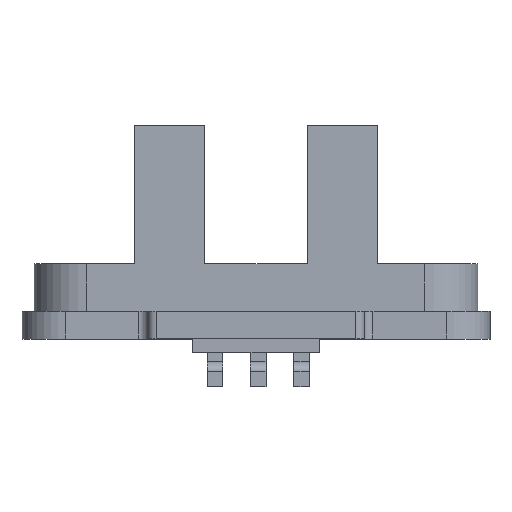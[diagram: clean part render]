
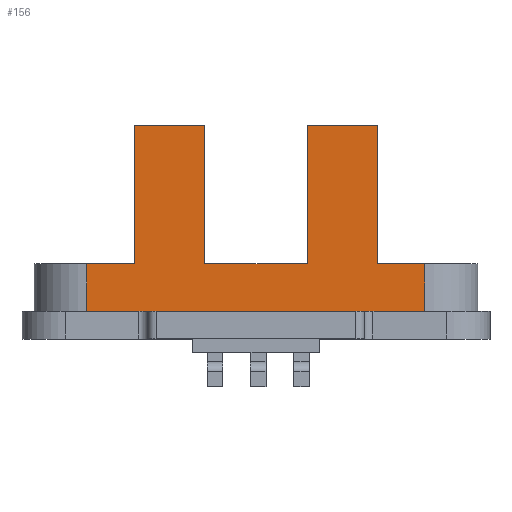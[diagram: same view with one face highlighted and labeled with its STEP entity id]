
A CAD part, top view. The second image highlights one B-rep face of the part: STEP entity #156.
In plain terms, the highlighted planar face has unit normal (0, 0, 1).
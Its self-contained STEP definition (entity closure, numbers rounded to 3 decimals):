
#40 = CARTESIAN_POINT ( 'NONE',  ( 10.55, 4.35, 6.45 ) ) ;
#50 = VERTEX_POINT ( 'NONE', #1913 ) ;
#138 = DIRECTION ( 'NONE',  ( 1., 0., 0. ) ) ;
#144 = DIRECTION ( 'NONE',  ( 0., 0., -1. ) ) ;
#151 = DIRECTION ( 'NONE',  ( 1., 0., 0. ) ) ;
#156 = ADVANCED_FACE ( 'NONE', ( #2306 ), #904, .F. ) ;
#180 = VERTEX_POINT ( 'NONE', #2463 ) ;
#193 = LINE ( 'NONE', #2636, #1189 ) ;
#236 = CARTESIAN_POINT ( 'NONE',  ( 10.55, 12.35, 6.45 ) ) ;
#261 = CARTESIAN_POINT ( 'NONE',  ( 16.45, 12.35, 6.45 ) ) ;
#268 = VECTOR ( 'NONE', #2553, 1000. ) ;
#274 = LINE ( 'NONE', #2549, #2002 ) ;
#280 = CARTESIAN_POINT ( 'NONE',  ( 3.75, 4.35, 6.45 ) ) ;
#347 = EDGE_CURVE ( 'NONE', #593, #600, #1660, .T. ) ;
#404 = VERTEX_POINT ( 'NONE', #2078 ) ;
#411 = CARTESIAN_POINT ( 'NONE',  ( 20.5, 12.35, 6.45 ) ) ;
#431 = VECTOR ( 'NONE', #1159, 1000. ) ;
#442 = EDGE_LOOP ( 'NONE', ( #840, #2125, #1253, #773, #459, #718, #2055, #2563, #1352, #1783, #562, #1449 ) ) ;
#459 = ORIENTED_EDGE ( 'NONE', *, *, #707, .F. ) ;
#480 = DIRECTION ( 'NONE',  ( 0., -1., 0. ) ) ;
#508 = DIRECTION ( 'NONE',  ( 1., 0., 0. ) ) ;
#531 = VECTOR ( 'NONE', #1671, 1000. ) ;
#546 = LINE ( 'NONE', #1370, #1785 ) ;
#562 = ORIENTED_EDGE ( 'NONE', *, *, #1357, .F. ) ;
#593 = VERTEX_POINT ( 'NONE', #236 ) ;
#600 = VERTEX_POINT ( 'NONE', #40 ) ;
#655 = VECTOR ( 'NONE', #480, 1000. ) ;
#666 = LINE ( 'NONE', #261, #655 ) ;
#681 = EDGE_CURVE ( 'NONE', #1909, #180, #2402, .T. ) ;
#707 = EDGE_CURVE ( 'NONE', #1971, #2290, #2195, .T. ) ;
#718 = ORIENTED_EDGE ( 'NONE', *, *, #1506, .T. ) ;
#773 = ORIENTED_EDGE ( 'NONE', *, *, #1082, .F. ) ;
#839 = CARTESIAN_POINT ( 'NONE',  ( 10.55, 12.35, 6.45 ) ) ;
#840 = ORIENTED_EDGE ( 'NONE', *, *, #2060, .T. ) ;
#890 = CARTESIAN_POINT ( 'NONE',  ( 0.7, 4.35, 6.45 ) ) ;
#904 = PLANE ( 'NONE',  #1395 ) ;
#934 = VERTEX_POINT ( 'NONE', #1808 ) ;
#1082 = EDGE_CURVE ( 'NONE', #2290, #2212, #2271, .T. ) ;
#1151 = CARTESIAN_POINT ( 'NONE',  ( 20.5, 4.35, 6.45 ) ) ;
#1154 = CARTESIAN_POINT ( 'NONE',  ( 16.45, 12.35, 6.45 ) ) ;
#1159 = DIRECTION ( 'NONE',  ( 0., -1., 0. ) ) ;
#1168 = LINE ( 'NONE', #1986, #1815 ) ;
#1189 = VECTOR ( 'NONE', #1384, 1000. ) ;
#1206 = VERTEX_POINT ( 'NONE', #2435 ) ;
#1253 = ORIENTED_EDGE ( 'NONE', *, *, #1436, .F. ) ;
#1299 = EDGE_CURVE ( 'NONE', #600, #50, #1303, .T. ) ;
#1303 = LINE ( 'NONE', #890, #268 ) ;
#1352 = ORIENTED_EDGE ( 'NONE', *, *, #2134, .F. ) ;
#1357 = EDGE_CURVE ( 'NONE', #1909, #934, #1974, .T. ) ;
#1368 = CARTESIAN_POINT ( 'NONE',  ( 6.5, 12.35, 6.45 ) ) ;
#1370 = CARTESIAN_POINT ( 'NONE',  ( 23.25, 4.35, 6.45 ) ) ;
#1384 = DIRECTION ( 'NONE',  ( 0., -1., 0. ) ) ;
#1395 = AXIS2_PLACEMENT_3D ( 'NONE', #1722, #144, #2186 ) ;
#1436 = EDGE_CURVE ( 'NONE', #2212, #2607, #1168, .T. ) ;
#1449 = ORIENTED_EDGE ( 'NONE', *, *, #681, .T. ) ;
#1506 = EDGE_CURVE ( 'NONE', #1971, #50, #666, .T. ) ;
#1560 = CARTESIAN_POINT ( 'NONE',  ( 20.5, 12.35, 6.45 ) ) ;
#1563 = VECTOR ( 'NONE', #2051, 1000. ) ;
#1579 = LINE ( 'NONE', #1368, #1682 ) ;
#1660 = LINE ( 'NONE', #839, #531 ) ;
#1671 = DIRECTION ( 'NONE',  ( 0., -1., 0. ) ) ;
#1682 = VECTOR ( 'NONE', #2183, 1000. ) ;
#1722 = CARTESIAN_POINT ( 'NONE',  ( 0.7, 4.35, 6.45 ) ) ;
#1783 = ORIENTED_EDGE ( 'NONE', *, *, #2424, .T. ) ;
#1785 = VECTOR ( 'NONE', #2185, 1000. ) ;
#1808 = CARTESIAN_POINT ( 'NONE',  ( 6.5, 4.35, 6.45 ) ) ;
#1815 = VECTOR ( 'NONE', #151, 1000. ) ;
#1873 = CARTESIAN_POINT ( 'NONE',  ( 23.25, 4.35, 6.45 ) ) ;
#1909 = VERTEX_POINT ( 'NONE', #280 ) ;
#1913 = CARTESIAN_POINT ( 'NONE',  ( 16.45, 4.35, 6.45 ) ) ;
#1971 = VERTEX_POINT ( 'NONE', #1154 ) ;
#1974 = LINE ( 'NONE', #2165, #2633 ) ;
#1986 = CARTESIAN_POINT ( 'NONE',  ( 0.7, 4.35, 6.45 ) ) ;
#2002 = VECTOR ( 'NONE', #508, 1000. ) ;
#2051 = DIRECTION ( 'NONE',  ( 0., -1., 0. ) ) ;
#2055 = ORIENTED_EDGE ( 'NONE', *, *, #1299, .F. ) ;
#2060 = EDGE_CURVE ( 'NONE', #180, #404, #274, .T. ) ;
#2078 = CARTESIAN_POINT ( 'NONE',  ( 23.25, 1.6, 6.45 ) ) ;
#2106 = VECTOR ( 'NONE', #138, 1000. ) ;
#2125 = ORIENTED_EDGE ( 'NONE', *, *, #2358, .T. ) ;
#2134 = EDGE_CURVE ( 'NONE', #1206, #593, #1579, .T. ) ;
#2165 = CARTESIAN_POINT ( 'NONE',  ( 0.7, 4.35, 6.45 ) ) ;
#2179 = DIRECTION ( 'NONE',  ( 1., 0., 0. ) ) ;
#2183 = DIRECTION ( 'NONE',  ( 1., 0., 0. ) ) ;
#2185 = DIRECTION ( 'NONE',  ( 0., 1., 0. ) ) ;
#2186 = DIRECTION ( 'NONE',  ( -1., 0., 0. ) ) ;
#2195 = LINE ( 'NONE', #1560, #2106 ) ;
#2212 = VERTEX_POINT ( 'NONE', #1151 ) ;
#2271 = LINE ( 'NONE', #411, #1563 ) ;
#2290 = VERTEX_POINT ( 'NONE', #2524 ) ;
#2306 = FACE_OUTER_BOUND ( 'NONE', #442, .T. ) ;
#2341 = CARTESIAN_POINT ( 'NONE',  ( 3.75, 4.35, 6.45 ) ) ;
#2358 = EDGE_CURVE ( 'NONE', #404, #2607, #546, .T. ) ;
#2402 = LINE ( 'NONE', #2341, #431 ) ;
#2424 = EDGE_CURVE ( 'NONE', #1206, #934, #193, .T. ) ;
#2435 = CARTESIAN_POINT ( 'NONE',  ( 6.5, 12.35, 6.45 ) ) ;
#2463 = CARTESIAN_POINT ( 'NONE',  ( 3.75, 1.6, 6.45 ) ) ;
#2524 = CARTESIAN_POINT ( 'NONE',  ( 20.5, 12.35, 6.45 ) ) ;
#2549 = CARTESIAN_POINT ( 'NONE',  ( 0.7, 1.6, 6.45 ) ) ;
#2553 = DIRECTION ( 'NONE',  ( 1., 0., 0. ) ) ;
#2563 = ORIENTED_EDGE ( 'NONE', *, *, #347, .F. ) ;
#2607 = VERTEX_POINT ( 'NONE', #1873 ) ;
#2633 = VECTOR ( 'NONE', #2179, 1000. ) ;
#2636 = CARTESIAN_POINT ( 'NONE',  ( 6.5, 12.35, 6.45 ) ) ;
